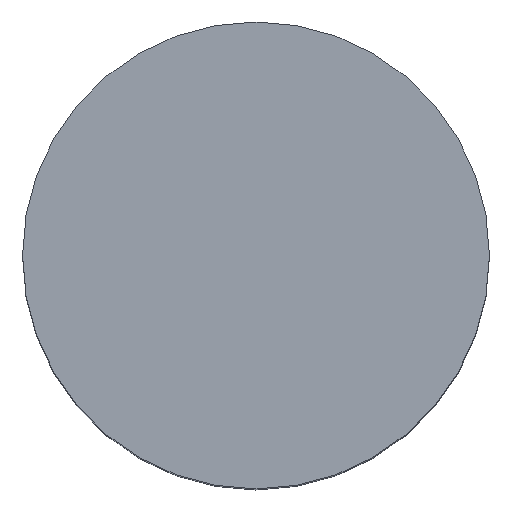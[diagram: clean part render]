
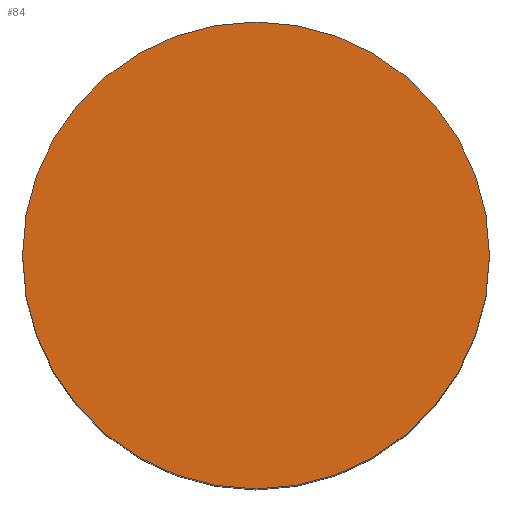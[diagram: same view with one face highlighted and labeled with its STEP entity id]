
A CAD part, top view. The second image highlights one B-rep face of the part: STEP entity #84.
In plain terms, the highlighted planar face has unit normal (0, 0, 1).
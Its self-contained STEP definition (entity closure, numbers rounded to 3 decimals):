
#84=ADVANCED_FACE('',(#112),#113,.T.);
#112=FACE_OUTER_BOUND('',#140,.T.);
#113=PLANE('',#141);
#140=EDGE_LOOP('',(#186));
#141=AXIS2_PLACEMENT_3D('',#187,#188,#189);
#186=ORIENTED_EDGE('',*,*,#198,.T.);
#187=CARTESIAN_POINT('',(0.,23.5,0.));
#188=DIRECTION('',(0.,0.,1.0));
#189=DIRECTION('',(0.,1.0,0.));
#198=EDGE_CURVE('',#215,#215,#216,.T.);
#215=VERTEX_POINT('',#233);
#216=CIRCLE('',#234,47.);
#233=CARTESIAN_POINT('',(0.,47.,0.));
#234=AXIS2_PLACEMENT_3D('',#259,#260,#261);
#259=CARTESIAN_POINT('',(0.0,0.0,0.0));
#260=DIRECTION('',(0.,0.,1.0));
#261=DIRECTION('',(0.,1.0,0.));
